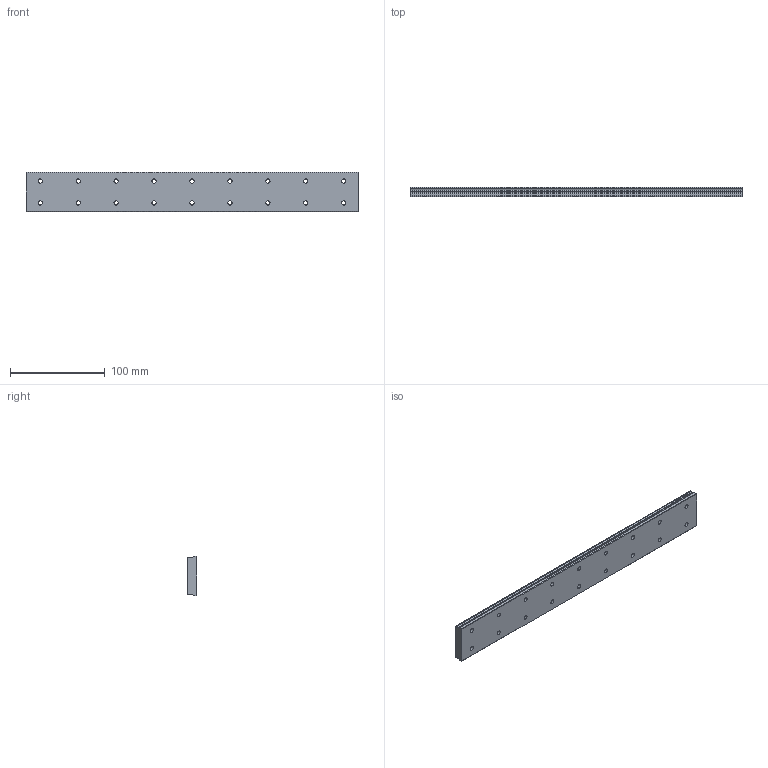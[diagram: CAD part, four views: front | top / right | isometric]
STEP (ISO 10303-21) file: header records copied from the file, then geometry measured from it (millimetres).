
FILE_DESCRIPTION (( 'STEP AP214' ), '1' );
FILE_NAME ('SRS15WSSS-350LM_G15_0_0_0_0_0_1.STEP', '2021-08-10T08:03:15', ( '' ), ( '' ), 'SwSTEP 2.0', 'SolidWorks 2021', '' );
FILE_SCHEMA (( 'AUTOMOTIVE_DESIGN' ));
Length unit declared in the file: millimetre
Products named in the file (2): SRS15WSSS-350LM_G15_0_0_0_0_0_1; _SRS15WS35015 Track
Assembly tree (1 placements, depth 2):
  SRS15WSSS-350LM_G15_0_0_0_0_0_1
    _SRS15WS35015 Track
Bounding box: 350 x 9.5 x 42 mm (x, y, z)
Volume: 128597.8 mm3; surface area: 39278 mm2
Topology: 1 solids, 1 shells, 113 faces, 279 edges, 186 vertices
Faces by surface type: cylinder 79, plane 34
Entity records: 3569 total; most frequent: DIRECTION 671, CARTESIAN_POINT 582, ORIENTED_EDGE 558, EDGE_CURVE 279, AXIS2_PLACEMENT_3D 275, VERTEX_POINT 186, EDGE_LOOP 167, CIRCLE 158
